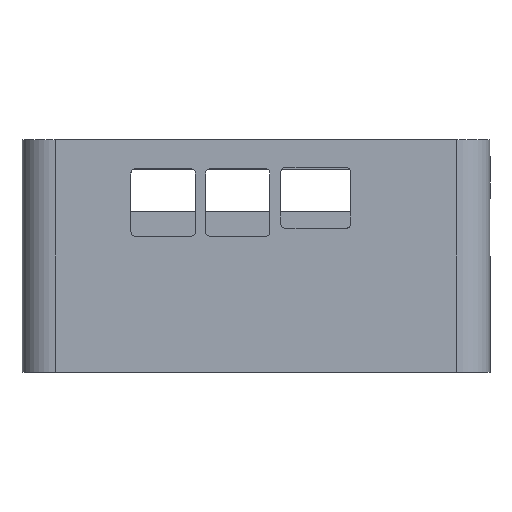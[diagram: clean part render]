
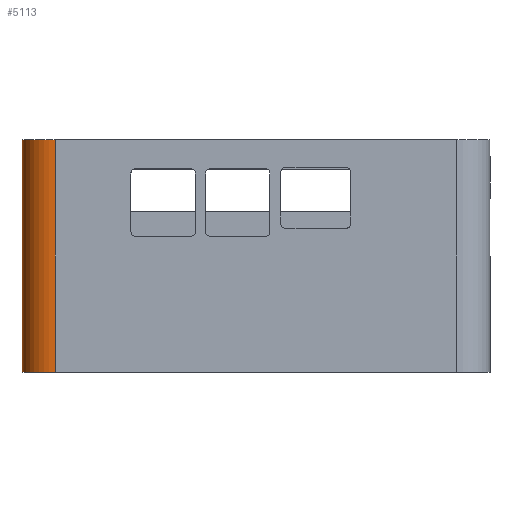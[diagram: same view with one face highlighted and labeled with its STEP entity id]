
A CAD part, left-side view. The second image highlights one B-rep face of the part: STEP entity #5113.
In plain terms, the highlighted cylindrical face has radius 8 mm (diameter 16 mm), a partial arc.
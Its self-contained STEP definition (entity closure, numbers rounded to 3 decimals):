
#144 = DIRECTION ( 'NONE',  ( 0., 0., 1. ) ) ;
#189 = VERTEX_POINT ( 'NONE', #5088 ) ;
#209 = EDGE_CURVE ( 'NONE', #5068, #189, #2968, .T. ) ;
#274 = DIRECTION ( 'NONE',  ( -1., 0., 0. ) ) ;
#713 = CYLINDRICAL_SURFACE ( 'NONE', #5111, 8. ) ;
#812 = DIRECTION ( 'NONE',  ( 0., 0., -1. ) ) ;
#1117 = VERTEX_POINT ( 'NONE', #4003 ) ;
#1213 = AXIS2_PLACEMENT_3D ( 'NONE', #3467, #3933, #274 ) ;
#1277 = EDGE_CURVE ( 'NONE', #189, #1117, #4177, .T. ) ;
#1279 = CARTESIAN_POINT ( 'NONE',  ( -88.617, 57.609, 55. ) ) ;
#1634 = CARTESIAN_POINT ( 'NONE',  ( -88.617, 65.609, 55. ) ) ;
#1800 = ORIENTED_EDGE ( 'NONE', *, *, #209, .F. ) ;
#1934 = ORIENTED_EDGE ( 'NONE', *, *, #4510, .T. ) ;
#2135 = VECTOR ( 'NONE', #4926, 1000. ) ;
#2250 = ORIENTED_EDGE ( 'NONE', *, *, #3277, .F. ) ;
#2294 = VERTEX_POINT ( 'NONE', #5235 ) ;
#2347 = LINE ( 'NONE', #1634, #2135 ) ;
#2968 = CIRCLE ( 'NONE', #4154, 8. ) ;
#3277 = EDGE_CURVE ( 'NONE', #1117, #2294, #5681, .T. ) ;
#3467 = CARTESIAN_POINT ( 'NONE',  ( -88.617, 57.609, -1. ) ) ;
#3594 = ORIENTED_EDGE ( 'NONE', *, *, #1277, .F. ) ;
#3933 = DIRECTION ( 'NONE',  ( 0., 0., -1. ) ) ;
#3986 = CARTESIAN_POINT ( 'NONE',  ( -88.617, 65.609, 55. ) ) ;
#4003 = CARTESIAN_POINT ( 'NONE',  ( -96.617, 57.609, -1. ) ) ;
#4154 = AXIS2_PLACEMENT_3D ( 'NONE', #4624, #144, #4646 ) ;
#4177 = LINE ( 'NONE', #5505, #4841 ) ;
#4510 = EDGE_CURVE ( 'NONE', #5068, #2294, #2347, .T. ) ;
#4581 = DIRECTION ( 'NONE',  ( 0., 0., -1. ) ) ;
#4624 = CARTESIAN_POINT ( 'NONE',  ( -88.617, 57.609, 55. ) ) ;
#4646 = DIRECTION ( 'NONE',  ( 1., 0., 0. ) ) ;
#4841 = VECTOR ( 'NONE', #4581, 1000. ) ;
#4883 = EDGE_LOOP ( 'NONE', ( #1934, #2250, #3594, #1800 ) ) ;
#4926 = DIRECTION ( 'NONE',  ( 0., 0., -1. ) ) ;
#5068 = VERTEX_POINT ( 'NONE', #3986 ) ;
#5088 = CARTESIAN_POINT ( 'NONE',  ( -96.617, 57.609, 55. ) ) ;
#5111 = AXIS2_PLACEMENT_3D ( 'NONE', #1279, #812, #5329 ) ;
#5113 = ADVANCED_FACE ( 'NONE', ( #5298 ), #713, .T. ) ;
#5235 = CARTESIAN_POINT ( 'NONE',  ( -88.617, 65.609, -1. ) ) ;
#5298 = FACE_OUTER_BOUND ( 'NONE', #4883, .T. ) ;
#5329 = DIRECTION ( 'NONE',  ( -1., 0., 0. ) ) ;
#5505 = CARTESIAN_POINT ( 'NONE',  ( -96.617, 57.609, 55. ) ) ;
#5681 = CIRCLE ( 'NONE', #1213, 8. ) ;
